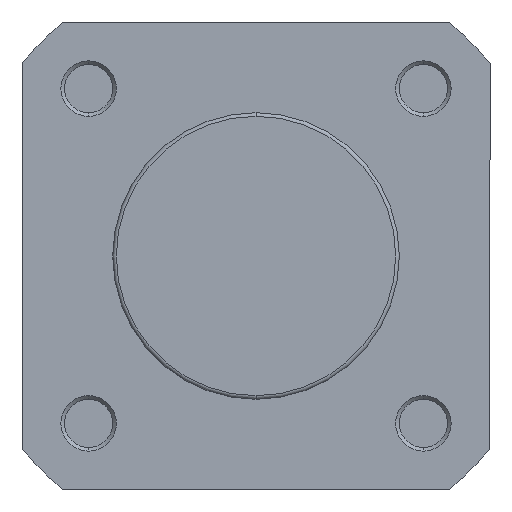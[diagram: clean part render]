
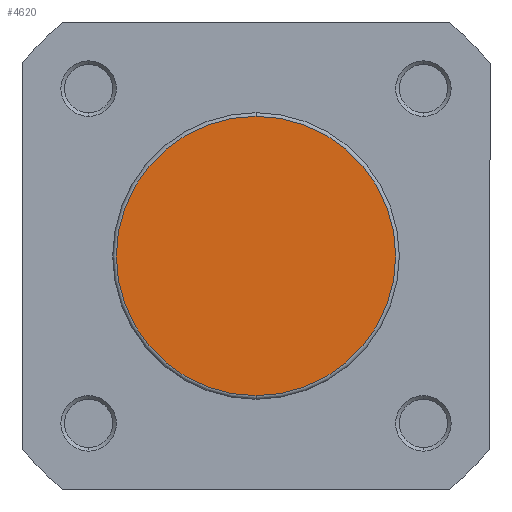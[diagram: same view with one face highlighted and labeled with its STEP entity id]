
A CAD part, left-side view. The second image highlights one B-rep face of the part: STEP entity #4620.
In plain terms, the highlighted planar face has unit normal (-1, 0, 0).
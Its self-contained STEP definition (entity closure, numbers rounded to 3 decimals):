
#225 = EDGE_CURVE ( 'NONE', #3653, #4191, #5009, .T. ) ;
#434 = EDGE_CURVE ( 'NONE', #4191, #3653, #5282, .T. ) ;
#534 = AXIS2_PLACEMENT_3D ( 'NONE', #3774, #3772, #3771 ) ;
#641 = AXIS2_PLACEMENT_3D ( 'NONE', #2003, #2010, #2011 ) ;
#843 = AXIS2_PLACEMENT_3D ( 'NONE', #1019, #1021, #1022 ) ;
#1019 = CARTESIAN_POINT ( 'NONE',  ( 0., 19.9, 0. ) ) ;
#1020 = PLANE ( 'NONE',  #843 ) ;
#1021 = DIRECTION ( 'NONE',  ( 1., 0., 0. ) ) ;
#1022 = DIRECTION ( 'NONE',  ( 0., 0., -1. ) ) ;
#2003 = CARTESIAN_POINT ( 'NONE',  ( 0., 0., 0. ) ) ;
#2010 = DIRECTION ( 'NONE',  ( -1., 0., 0. ) ) ;
#2011 = DIRECTION ( 'NONE',  ( 0., 0., -1. ) ) ;
#2067 = CARTESIAN_POINT ( 'NONE',  ( 0., 0., 19.4 ) ) ;
#2193 = CARTESIAN_POINT ( 'NONE',  ( 0., 0., -19.4 ) ) ;
#2964 = FACE_OUTER_BOUND ( 'NONE', #3199, .T. ) ;
#3199 = EDGE_LOOP ( 'NONE', ( #3469, #3482 ) ) ;
#3469 = ORIENTED_EDGE ( 'NONE', *, *, #434, .T. ) ;
#3482 = ORIENTED_EDGE ( 'NONE', *, *, #225, .T. ) ;
#3653 = VERTEX_POINT ( 'NONE', #2067 ) ;
#3771 = DIRECTION ( 'NONE',  ( 0., 0., -1. ) ) ;
#3772 = DIRECTION ( 'NONE',  ( -1., 0., 0. ) ) ;
#3774 = CARTESIAN_POINT ( 'NONE',  ( 0., 0., 0. ) ) ;
#4191 = VERTEX_POINT ( 'NONE', #2193 ) ;
#4620 = ADVANCED_FACE ( 'NONE', ( #2964 ), #1020, .F. ) ;
#5009 = CIRCLE ( 'NONE', #534, 19.4 ) ;
#5282 = CIRCLE ( 'NONE', #641, 19.4 ) ;
